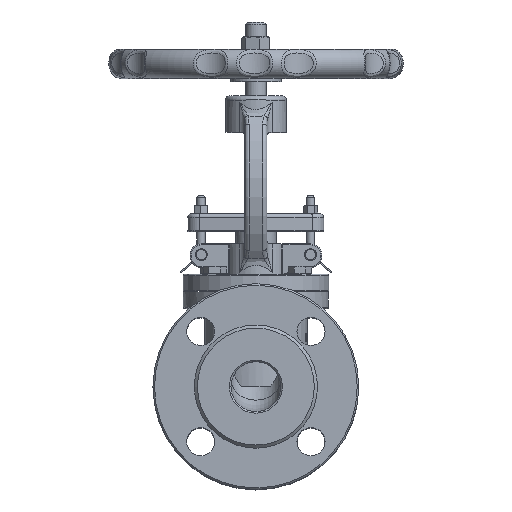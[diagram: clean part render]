
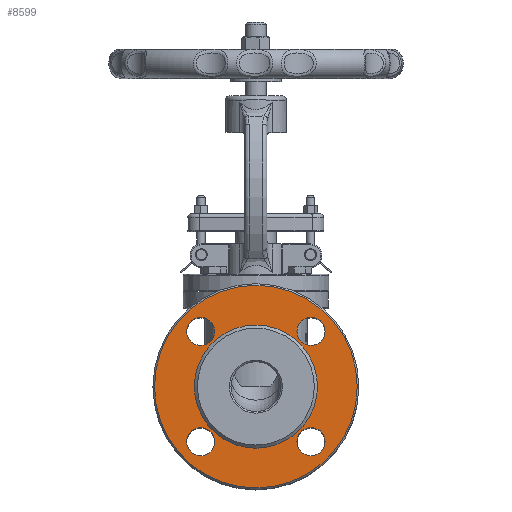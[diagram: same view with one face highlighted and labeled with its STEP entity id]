
A CAD part, top view. The second image highlights one B-rep face of the part: STEP entity #8599.
In plain terms, the highlighted planar face has unit normal (0, 0, 1).
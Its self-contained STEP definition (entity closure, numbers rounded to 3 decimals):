
#1060=FACE_BOUND('',#2025,.T.);
#1061=FACE_BOUND('',#2026,.T.);
#1062=FACE_BOUND('',#2027,.T.);
#1063=FACE_BOUND('',#2028,.T.);
#1064=FACE_BOUND('',#2029,.T.);
#1238=PLANE('',#9363);
#1470=FACE_OUTER_BOUND('',#2024,.T.);
#2024=EDGE_LOOP('',(#6100));
#2025=EDGE_LOOP('',(#6101));
#2026=EDGE_LOOP('',(#6102));
#2027=EDGE_LOOP('',(#6103));
#2028=EDGE_LOOP('',(#6104));
#2029=EDGE_LOOP('',(#6105));
#2916=CIRCLE('',#9362,65.);
#2917=CIRCLE('',#9364,39.5);
#2918=CIRCLE('',#9365,9.);
#2919=CIRCLE('',#9366,9.);
#2920=CIRCLE('',#9367,9.);
#2921=CIRCLE('',#9368,9.);
#3544=VERTEX_POINT('',#15563);
#3545=VERTEX_POINT('',#15567);
#3546=VERTEX_POINT('',#15569);
#3547=VERTEX_POINT('',#15571);
#3548=VERTEX_POINT('',#15573);
#3549=VERTEX_POINT('',#15575);
#4464=EDGE_CURVE('',#3544,#3544,#2916,.T.);
#4466=EDGE_CURVE('',#3545,#3545,#2917,.T.);
#4467=EDGE_CURVE('',#3546,#3546,#2918,.T.);
#4468=EDGE_CURVE('',#3547,#3547,#2919,.T.);
#4469=EDGE_CURVE('',#3548,#3548,#2920,.T.);
#4470=EDGE_CURVE('',#3549,#3549,#2921,.T.);
#6100=ORIENTED_EDGE('',*,*,#4464,.F.);
#6101=ORIENTED_EDGE('',*,*,#4466,.F.);
#6102=ORIENTED_EDGE('',*,*,#4467,.T.);
#6103=ORIENTED_EDGE('',*,*,#4468,.T.);
#6104=ORIENTED_EDGE('',*,*,#4469,.T.);
#6105=ORIENTED_EDGE('',*,*,#4470,.T.);
#8599=ADVANCED_FACE('',(#1470,#1060,#1061,#1062,#1063,#1064),#1238,.T.);
#9362=AXIS2_PLACEMENT_3D('',#15564,#10672,#10673);
#9363=AXIS2_PLACEMENT_3D('',#15566,#10675,#10676);
#9364=AXIS2_PLACEMENT_3D('',#15568,#10677,#10678);
#9365=AXIS2_PLACEMENT_3D('',#15570,#10679,#10680);
#9366=AXIS2_PLACEMENT_3D('',#15572,#10681,#10682);
#9367=AXIS2_PLACEMENT_3D('',#15574,#10683,#10684);
#9368=AXIS2_PLACEMENT_3D('',#15576,#10685,#10686);
#10672=DIRECTION('center_axis',(0.,0.,-1.));
#10673=DIRECTION('ref_axis',(-1.,0.,0.));
#10675=DIRECTION('center_axis',(0.,0.,1.));
#10676=DIRECTION('ref_axis',(1.,0.,0.));
#10677=DIRECTION('center_axis',(0.,0.,1.));
#10678=DIRECTION('ref_axis',(-1.,0.,0.));
#10679=DIRECTION('center_axis',(0.,0.,-1.));
#10680=DIRECTION('ref_axis',(-1.,0.,0.));
#10681=DIRECTION('center_axis',(0.,0.,-1.));
#10682=DIRECTION('ref_axis',(-1.,0.,0.));
#10683=DIRECTION('center_axis',(0.,0.,-1.));
#10684=DIRECTION('ref_axis',(-1.,0.,0.));
#10685=DIRECTION('center_axis',(0.,0.,-1.));
#10686=DIRECTION('ref_axis',(-1.,0.,0.));
#15563=CARTESIAN_POINT('',(65.,0.,18.5));
#15564=CARTESIAN_POINT('Origin',(0.,0.,18.5));
#15566=CARTESIAN_POINT('Origin',(0.,0.,18.5));
#15567=CARTESIAN_POINT('',(39.5,0.,18.5));
#15568=CARTESIAN_POINT('Origin',(0.,0.,18.5));
#15569=CARTESIAN_POINT('',(44.355,35.355,18.5));
#15570=CARTESIAN_POINT('Origin',(35.355,35.355,18.5));
#15571=CARTESIAN_POINT('',(-26.355,35.355,18.5));
#15572=CARTESIAN_POINT('Origin',(-35.355,35.355,18.5));
#15573=CARTESIAN_POINT('',(-26.355,-35.355,18.5));
#15574=CARTESIAN_POINT('Origin',(-35.355,-35.355,18.5));
#15575=CARTESIAN_POINT('',(44.355,-35.355,18.5));
#15576=CARTESIAN_POINT('Origin',(35.355,-35.355,18.5));
